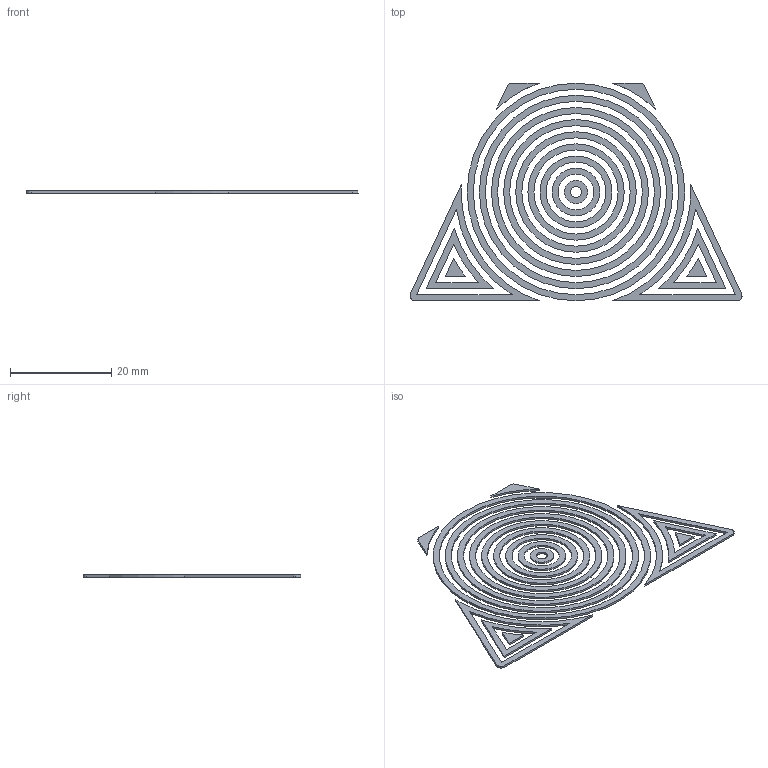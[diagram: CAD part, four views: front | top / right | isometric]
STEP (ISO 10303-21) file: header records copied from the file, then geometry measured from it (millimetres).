
FILE_DESCRIPTION(('HOOPS Exchange Step'),'2;1');
FILE_NAME('temp_export','2023-11-19T20:08:40+19:00',('jscotto'),('Shapr3D Limited'),'HOOPS Exchange 2023.2','Shapr3D','Authorized');
FILE_SCHEMA( ('AUTOMOTIVE_DESIGN { 1 0 10303 214 1 1 1 1 }') );
Length unit declared in the file: millimetre
Products named in the file (1): Hypnotic
Bounding box: 65.65 x 43.02 x 0.4 mm (x, y, z)
Volume: 419.8 mm3; surface area: 2801.8 mm2
Topology: 17 solids, 17 shells, 94 faces, 216 edges, 156 vertices
Faces by surface type: plane 58, cylinder 36
Full cylindrical faces by diameter (mm): 2.22 x1, 4.62 x1, 7.02 x1, 9.42 x1, 11.82 x1, 14.22 x1, 16.62 x1, 19.02 x1, 21.42 x1, 23.82 x1, 26.22 x1, 28.62 x1, 31.02 x1, 33.42 x1, 35.82 x1, 38.22 x1, 40.62 x1, 43.02 x1
Entity records: 2816 total; most frequent: DIRECTION 514, CARTESIAN_POINT 467, ORIENTED_EDGE 432, EDGE_CURVE 216, AXIS2_PLACEMENT_3D 203, VERTEX_POINT 156, EDGE_LOOP 120, FACE_BOUND 120
